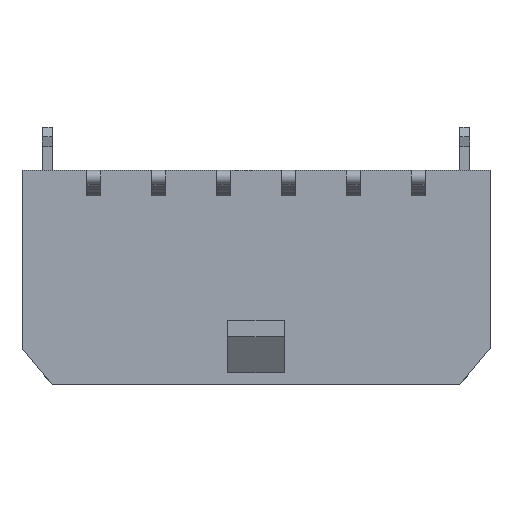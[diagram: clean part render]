
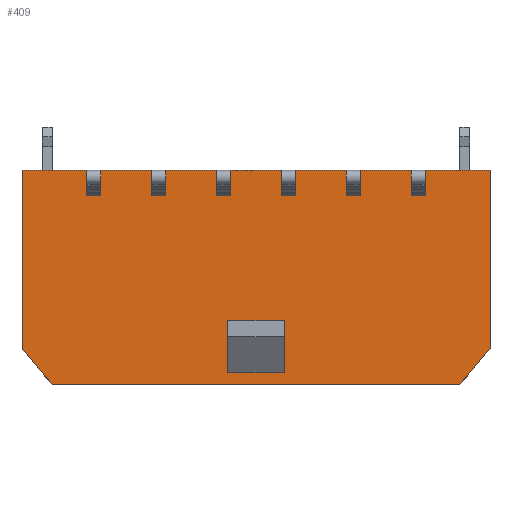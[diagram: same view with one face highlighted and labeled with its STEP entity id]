
A CAD part, top view. The second image highlights one B-rep face of the part: STEP entity #409.
In plain terms, the highlighted planar face has unit normal (0, 0, 1).
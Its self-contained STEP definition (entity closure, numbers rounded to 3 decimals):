
#409=ADVANCED_FACE('',(#845,#846,#847,#848,#849,#850,#851,#852),#649,.T.);
#649=PLANE('',#4367);
#845=FACE_BOUND('',#880,.T.);
#846=FACE_BOUND('',#881,.T.);
#847=FACE_BOUND('',#882,.T.);
#848=FACE_BOUND('',#883,.T.);
#849=FACE_BOUND('',#884,.T.);
#850=FACE_BOUND('',#885,.T.);
#851=FACE_BOUND('',#886,.T.);
#852=FACE_BOUND('',#887,.T.);
#880=EDGE_LOOP('',(#1160,#1161,#1162,#1163,#1164,#1165));
#881=EDGE_LOOP('',(#1166,#1167,#1168,#1169));
#882=EDGE_LOOP('',(#1170,#1171,#1172,#1173));
#883=EDGE_LOOP('',(#1174,#1175,#1176,#1177));
#884=EDGE_LOOP('',(#1178,#1179,#1180,#1181));
#885=EDGE_LOOP('',(#1182,#1183,#1184,#1185));
#886=EDGE_LOOP('',(#1186,#1187,#1188,#1189));
#887=EDGE_LOOP('',(#1190,#1191,#1192,#1193));
#1160=ORIENTED_EDGE('',*,*,#2762,.F.);
#1161=ORIENTED_EDGE('',*,*,#2763,.F.);
#1162=ORIENTED_EDGE('',*,*,#2764,.T.);
#1163=ORIENTED_EDGE('',*,*,#2765,.T.);
#1164=ORIENTED_EDGE('',*,*,#2766,.F.);
#1165=ORIENTED_EDGE('',*,*,#2767,.F.);
#1166=ORIENTED_EDGE('',*,*,#2768,.T.);
#1167=ORIENTED_EDGE('',*,*,#2769,.T.);
#1168=ORIENTED_EDGE('',*,*,#2770,.F.);
#1169=ORIENTED_EDGE('',*,*,#2771,.F.);
#1170=ORIENTED_EDGE('',*,*,#2772,.T.);
#1171=ORIENTED_EDGE('',*,*,#2773,.T.);
#1172=ORIENTED_EDGE('',*,*,#2774,.T.);
#1173=ORIENTED_EDGE('',*,*,#2775,.F.);
#1174=ORIENTED_EDGE('',*,*,#2776,.T.);
#1175=ORIENTED_EDGE('',*,*,#2777,.T.);
#1176=ORIENTED_EDGE('',*,*,#2778,.T.);
#1177=ORIENTED_EDGE('',*,*,#2779,.F.);
#1178=ORIENTED_EDGE('',*,*,#2780,.T.);
#1179=ORIENTED_EDGE('',*,*,#2781,.T.);
#1180=ORIENTED_EDGE('',*,*,#2782,.T.);
#1181=ORIENTED_EDGE('',*,*,#2783,.F.);
#1182=ORIENTED_EDGE('',*,*,#2784,.T.);
#1183=ORIENTED_EDGE('',*,*,#2785,.T.);
#1184=ORIENTED_EDGE('',*,*,#2786,.T.);
#1185=ORIENTED_EDGE('',*,*,#2787,.F.);
#1186=ORIENTED_EDGE('',*,*,#2788,.T.);
#1187=ORIENTED_EDGE('',*,*,#2789,.T.);
#1188=ORIENTED_EDGE('',*,*,#2790,.T.);
#1189=ORIENTED_EDGE('',*,*,#2791,.F.);
#1190=ORIENTED_EDGE('',*,*,#2792,.T.);
#1191=ORIENTED_EDGE('',*,*,#2793,.T.);
#1192=ORIENTED_EDGE('',*,*,#2794,.T.);
#1193=ORIENTED_EDGE('',*,*,#2795,.F.);
#2370=VERTEX_POINT('',#5928);
#2371=VERTEX_POINT('',#5929);
#2372=VERTEX_POINT('',#5931);
#2373=VERTEX_POINT('',#5933);
#2374=VERTEX_POINT('',#5935);
#2375=VERTEX_POINT('',#5937);
#2376=VERTEX_POINT('',#5940);
#2377=VERTEX_POINT('',#5941);
#2378=VERTEX_POINT('',#5943);
#2379=VERTEX_POINT('',#5945);
#2380=VERTEX_POINT('',#5948);
#2381=VERTEX_POINT('',#5949);
#2382=VERTEX_POINT('',#5951);
#2383=VERTEX_POINT('',#5953);
#2384=VERTEX_POINT('',#5956);
#2385=VERTEX_POINT('',#5957);
#2386=VERTEX_POINT('',#5959);
#2387=VERTEX_POINT('',#5961);
#2388=VERTEX_POINT('',#5964);
#2389=VERTEX_POINT('',#5965);
#2390=VERTEX_POINT('',#5967);
#2391=VERTEX_POINT('',#5969);
#2392=VERTEX_POINT('',#5972);
#2393=VERTEX_POINT('',#5973);
#2394=VERTEX_POINT('',#5975);
#2395=VERTEX_POINT('',#5977);
#2396=VERTEX_POINT('',#5980);
#2397=VERTEX_POINT('',#5981);
#2398=VERTEX_POINT('',#5983);
#2399=VERTEX_POINT('',#5985);
#2400=VERTEX_POINT('',#5988);
#2401=VERTEX_POINT('',#5989);
#2402=VERTEX_POINT('',#5991);
#2403=VERTEX_POINT('',#5993);
#2762=EDGE_CURVE('',#2370,#2371,#3367,.T.);
#2763=EDGE_CURVE('',#2372,#2370,#3368,.T.);
#2764=EDGE_CURVE('',#2372,#2373,#3369,.T.);
#2765=EDGE_CURVE('',#2373,#2374,#3370,.T.);
#2766=EDGE_CURVE('',#2375,#2374,#3371,.T.);
#2767=EDGE_CURVE('',#2371,#2375,#3372,.T.);
#2768=EDGE_CURVE('',#2376,#2377,#3373,.T.);
#2769=EDGE_CURVE('',#2377,#2378,#3374,.T.);
#2770=EDGE_CURVE('',#2379,#2378,#3375,.T.);
#2771=EDGE_CURVE('',#2376,#2379,#3376,.T.);
#2772=EDGE_CURVE('',#2380,#2381,#3377,.T.);
#2773=EDGE_CURVE('',#2381,#2382,#3378,.T.);
#2774=EDGE_CURVE('',#2382,#2383,#3379,.T.);
#2775=EDGE_CURVE('',#2380,#2383,#3380,.T.);
#2776=EDGE_CURVE('',#2384,#2385,#3381,.T.);
#2777=EDGE_CURVE('',#2385,#2386,#3382,.T.);
#2778=EDGE_CURVE('',#2386,#2387,#3383,.T.);
#2779=EDGE_CURVE('',#2384,#2387,#3384,.T.);
#2780=EDGE_CURVE('',#2388,#2389,#3385,.T.);
#2781=EDGE_CURVE('',#2389,#2390,#3386,.T.);
#2782=EDGE_CURVE('',#2390,#2391,#3387,.T.);
#2783=EDGE_CURVE('',#2388,#2391,#3388,.T.);
#2784=EDGE_CURVE('',#2392,#2393,#3389,.T.);
#2785=EDGE_CURVE('',#2393,#2394,#3390,.T.);
#2786=EDGE_CURVE('',#2394,#2395,#3391,.T.);
#2787=EDGE_CURVE('',#2392,#2395,#3392,.T.);
#2788=EDGE_CURVE('',#2396,#2397,#3393,.T.);
#2789=EDGE_CURVE('',#2397,#2398,#3394,.T.);
#2790=EDGE_CURVE('',#2398,#2399,#3395,.T.);
#2791=EDGE_CURVE('',#2396,#2399,#3396,.T.);
#2792=EDGE_CURVE('',#2400,#2401,#3397,.T.);
#2793=EDGE_CURVE('',#2401,#2402,#3398,.T.);
#2794=EDGE_CURVE('',#2402,#2403,#3399,.T.);
#2795=EDGE_CURVE('',#2400,#2403,#3400,.T.);
#3367=LINE('',#5927,#3876);
#3368=LINE('',#5930,#3877);
#3369=LINE('',#5932,#3878);
#3370=LINE('',#5934,#3879);
#3371=LINE('',#5936,#3880);
#3372=LINE('',#5938,#3881);
#3373=LINE('',#5939,#3882);
#3374=LINE('',#5942,#3883);
#3375=LINE('',#5944,#3884);
#3376=LINE('',#5946,#3885);
#3377=LINE('',#5947,#3886);
#3378=LINE('',#5950,#3887);
#3379=LINE('',#5952,#3888);
#3380=LINE('',#5954,#3889);
#3381=LINE('',#5955,#3890);
#3382=LINE('',#5958,#3891);
#3383=LINE('',#5960,#3892);
#3384=LINE('',#5962,#3893);
#3385=LINE('',#5963,#3894);
#3386=LINE('',#5966,#3895);
#3387=LINE('',#5968,#3896);
#3388=LINE('',#5970,#3897);
#3389=LINE('',#5971,#3898);
#3390=LINE('',#5974,#3899);
#3391=LINE('',#5976,#3900);
#3392=LINE('',#5978,#3901);
#3393=LINE('',#5979,#3902);
#3394=LINE('',#5982,#3903);
#3395=LINE('',#5984,#3904);
#3396=LINE('',#5986,#3905);
#3397=LINE('',#5987,#3906);
#3398=LINE('',#5990,#3907);
#3399=LINE('',#5992,#3908);
#3400=LINE('',#5994,#3909);
#3876=VECTOR('',#4726,1.);
#3877=VECTOR('',#4727,1.);
#3878=VECTOR('',#4728,1.);
#3879=VECTOR('',#4729,1.);
#3880=VECTOR('',#4730,1.);
#3881=VECTOR('',#4731,1.);
#3882=VECTOR('',#4732,1.);
#3883=VECTOR('',#4733,1.);
#3884=VECTOR('',#4734,1.);
#3885=VECTOR('',#4735,1.);
#3886=VECTOR('',#4736,1.);
#3887=VECTOR('',#4737,1.);
#3888=VECTOR('',#4738,1.);
#3889=VECTOR('',#4739,1.);
#3890=VECTOR('',#4740,1.);
#3891=VECTOR('',#4741,1.);
#3892=VECTOR('',#4742,1.);
#3893=VECTOR('',#4743,1.);
#3894=VECTOR('',#4744,1.);
#3895=VECTOR('',#4745,1.);
#3896=VECTOR('',#4746,1.);
#3897=VECTOR('',#4747,1.);
#3898=VECTOR('',#4748,1.);
#3899=VECTOR('',#4749,1.);
#3900=VECTOR('',#4750,1.);
#3901=VECTOR('',#4751,1.);
#3902=VECTOR('',#4752,1.);
#3903=VECTOR('',#4753,1.);
#3904=VECTOR('',#4754,1.);
#3905=VECTOR('',#4755,1.);
#3906=VECTOR('',#4756,1.);
#3907=VECTOR('',#4757,1.);
#3908=VECTOR('',#4758,1.);
#3909=VECTOR('',#4759,1.);
#4367=AXIS2_PLACEMENT_3D('',#5995,#4760,#4761);
#4726=DIRECTION('',(-0.643,-0.766,0.));
#4727=DIRECTION('',(0.,-1.,0.));
#4728=DIRECTION('',(-1.,0.,0.));
#4729=DIRECTION('',(0.,-1.,0.));
#4730=DIRECTION('',(-0.643,0.766,0.));
#4731=DIRECTION('',(-1.,0.,0.));
#4732=DIRECTION('',(-1.,0.,0.));
#4733=DIRECTION('',(0.,1.,0.));
#4734=DIRECTION('',(-1.,0.,0.));
#4735=DIRECTION('',(0.,1.,0.));
#4736=DIRECTION('',(1.,0.,0.));
#4737=DIRECTION('',(0.,-1.,0.));
#4738=DIRECTION('',(-1.,0.,0.));
#4739=DIRECTION('',(0.,-1.,0.));
#4740=DIRECTION('',(1.,0.,0.));
#4741=DIRECTION('',(0.,-1.,0.));
#4742=DIRECTION('',(-1.,0.,0.));
#4743=DIRECTION('',(0.,-1.,0.));
#4744=DIRECTION('',(1.,0.,0.));
#4745=DIRECTION('',(0.,-1.,0.));
#4746=DIRECTION('',(-1.,0.,0.));
#4747=DIRECTION('',(0.,-1.,0.));
#4748=DIRECTION('',(1.,0.,0.));
#4749=DIRECTION('',(0.,-1.,0.));
#4750=DIRECTION('',(-1.,0.,0.));
#4751=DIRECTION('',(0.,-1.,0.));
#4752=DIRECTION('',(1.,0.,0.));
#4753=DIRECTION('',(0.,-1.,0.));
#4754=DIRECTION('',(-1.,0.,0.));
#4755=DIRECTION('',(0.,-1.,0.));
#4756=DIRECTION('',(1.,0.,0.));
#4757=DIRECTION('',(0.,-1.,0.));
#4758=DIRECTION('',(-1.,0.,0.));
#4759=DIRECTION('',(0.,-1.,0.));
#4760=DIRECTION('',(0.,0.,1.));
#4761=DIRECTION('',(1.,0.,0.));
#5927=CARTESIAN_POINT('',(10.82,1.668,3.86));
#5928=CARTESIAN_POINT('',(10.82,1.668,3.86));
#5929=CARTESIAN_POINT('',(9.42,0.,3.86));
#5930=CARTESIAN_POINT('',(10.82,9.9,3.86));
#5931=CARTESIAN_POINT('',(10.82,9.9,3.86));
#5932=CARTESIAN_POINT('',(10.82,9.9,3.86));
#5933=CARTESIAN_POINT('',(-10.82,9.9,3.86));
#5934=CARTESIAN_POINT('',(-10.82,9.9,3.86));
#5935=CARTESIAN_POINT('',(-10.82,1.668,3.86));
#5936=CARTESIAN_POINT('',(-9.42,0.,3.86));
#5937=CARTESIAN_POINT('',(-9.42,0.,3.86));
#5938=CARTESIAN_POINT('',(10.82,0.,3.86));
#5939=CARTESIAN_POINT('',(1.3,0.54,3.86));
#5940=CARTESIAN_POINT('',(1.3,0.54,3.86));
#5941=CARTESIAN_POINT('',(-1.3,0.54,3.86));
#5942=CARTESIAN_POINT('',(-1.3,0.54,3.86));
#5943=CARTESIAN_POINT('',(-1.3,2.95,3.86));
#5944=CARTESIAN_POINT('',(1.3,2.95,3.86));
#5945=CARTESIAN_POINT('',(1.3,2.95,3.86));
#5946=CARTESIAN_POINT('',(1.3,0.54,3.86));
#5947=CARTESIAN_POINT('',(7.82,9.537,3.86));
#5948=CARTESIAN_POINT('',(7.18,9.537,3.86));
#5949=CARTESIAN_POINT('',(7.82,9.537,3.86));
#5950=CARTESIAN_POINT('',(7.82,9.9,3.86));
#5951=CARTESIAN_POINT('',(7.82,8.723,3.86));
#5952=CARTESIAN_POINT('',(7.82,8.723,3.86));
#5953=CARTESIAN_POINT('',(7.18,8.723,3.86));
#5954=CARTESIAN_POINT('',(7.18,9.9,3.86));
#5955=CARTESIAN_POINT('',(4.82,9.537,3.86));
#5956=CARTESIAN_POINT('',(4.18,9.537,3.86));
#5957=CARTESIAN_POINT('',(4.82,9.537,3.86));
#5958=CARTESIAN_POINT('',(4.82,9.9,3.86));
#5959=CARTESIAN_POINT('',(4.82,8.723,3.86));
#5960=CARTESIAN_POINT('',(4.82,8.723,3.86));
#5961=CARTESIAN_POINT('',(4.18,8.723,3.86));
#5962=CARTESIAN_POINT('',(4.18,9.9,3.86));
#5963=CARTESIAN_POINT('',(1.82,9.537,3.86));
#5964=CARTESIAN_POINT('',(1.18,9.537,3.86));
#5965=CARTESIAN_POINT('',(1.82,9.537,3.86));
#5966=CARTESIAN_POINT('',(1.82,9.9,3.86));
#5967=CARTESIAN_POINT('',(1.82,8.723,3.86));
#5968=CARTESIAN_POINT('',(1.82,8.723,3.86));
#5969=CARTESIAN_POINT('',(1.18,8.723,3.86));
#5970=CARTESIAN_POINT('',(1.18,9.9,3.86));
#5971=CARTESIAN_POINT('',(-1.18,9.537,3.86));
#5972=CARTESIAN_POINT('',(-1.82,9.537,3.86));
#5973=CARTESIAN_POINT('',(-1.18,9.537,3.86));
#5974=CARTESIAN_POINT('',(-1.18,9.9,3.86));
#5975=CARTESIAN_POINT('',(-1.18,8.723,3.86));
#5976=CARTESIAN_POINT('',(-1.18,8.723,3.86));
#5977=CARTESIAN_POINT('',(-1.82,8.723,3.86));
#5978=CARTESIAN_POINT('',(-1.82,9.9,3.86));
#5979=CARTESIAN_POINT('',(-4.18,9.537,3.86));
#5980=CARTESIAN_POINT('',(-4.82,9.537,3.86));
#5981=CARTESIAN_POINT('',(-4.18,9.537,3.86));
#5982=CARTESIAN_POINT('',(-4.18,9.9,3.86));
#5983=CARTESIAN_POINT('',(-4.18,8.723,3.86));
#5984=CARTESIAN_POINT('',(-4.18,8.723,3.86));
#5985=CARTESIAN_POINT('',(-4.82,8.723,3.86));
#5986=CARTESIAN_POINT('',(-4.82,9.9,3.86));
#5987=CARTESIAN_POINT('',(-7.18,9.537,3.86));
#5988=CARTESIAN_POINT('',(-7.82,9.537,3.86));
#5989=CARTESIAN_POINT('',(-7.18,9.537,3.86));
#5990=CARTESIAN_POINT('',(-7.18,9.9,3.86));
#5991=CARTESIAN_POINT('',(-7.18,8.723,3.86));
#5992=CARTESIAN_POINT('',(-7.18,8.723,3.86));
#5993=CARTESIAN_POINT('',(-7.82,8.723,3.86));
#5994=CARTESIAN_POINT('',(-7.82,9.9,3.86));
#5995=CARTESIAN_POINT('',(10.82,9.9,3.86));
